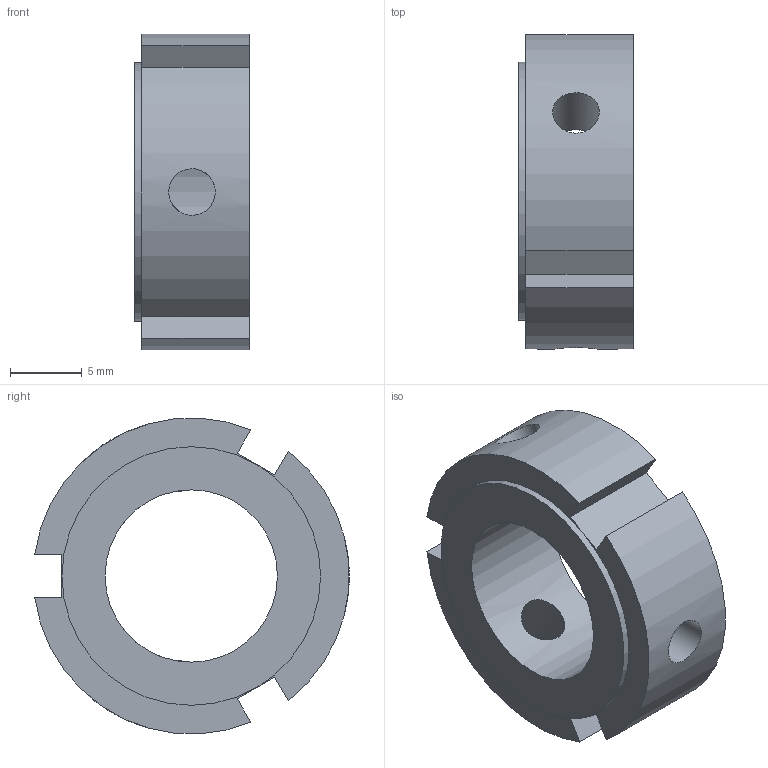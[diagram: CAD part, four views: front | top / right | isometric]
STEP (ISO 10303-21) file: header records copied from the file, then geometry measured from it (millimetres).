
FILE_DESCRIPTION((''),'2;1');
FILE_NAME('FKD ZMT 12.stp','2014-07-16T14:42:57',('fkd-ct1n'),(''),'Autodesk Inventor 2011','Autodesk Inventor 2011','');
FILE_SCHEMA(('AUTOMOTIVE_DESIGN { 1 0 10303 214 1 1 1 1 }'));
Length unit declared in the file: millimetre
Products named in the file (1): FKD ZMT 12
Bounding box: 8 x 21.9 x 21.97 mm (x, y, z)
Volume: 1816.3 mm3; surface area: 1536.6 mm2
Topology: 1 solids, 1 shells, 22 faces, 56 edges, 36 vertices
Faces by surface type: plane 14, cylinder 8
Full cylindrical faces by diameter (mm): 3.242 x3, 12 x1, 18 x1
Entity records: 887 total; most frequent: CARTESIAN_POINT 308, DIRECTION 103, ORIENTED_EDGE 102, EDGE_CURVE 51, VERTEX_POINT 36, AXIS2_PLACEMENT_3D 35, EDGE_LOOP 35, VECTOR 33
